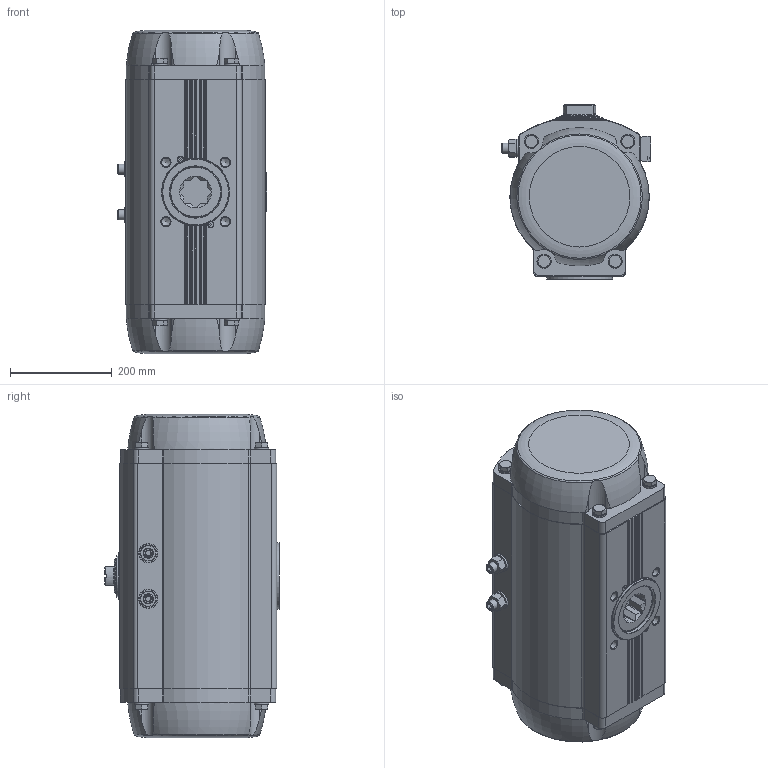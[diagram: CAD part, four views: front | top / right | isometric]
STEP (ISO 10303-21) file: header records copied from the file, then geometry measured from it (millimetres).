
FILE_DESCRIPTION(/* description */ ('STEP AP214'),/* implementation_level */ '2;1');
FILE_NAME(/* name */ '8102916_DFPD-N-2300-RP-90-RS60-F16-R3-C',/* time_stamp */ '2024-08-15T19:51:04+02:00',/* author */ ('License CC BY-ND 4.0'),/* organization */ ('CADENAS'),/* preprocessor_version */ 'ST-DEVELOPER v19.3',/* originating_system */ 'PARTsolutions',/* authorisation */ ' ');
FILE_SCHEMA (('AUTOMOTIVE_DESIGN {1 0 10303 214 3 1 1}'));
Length unit declared in the file: millimetre
Products named in the file (7): 8102916 DFPD-N-2300-RP-90-RS60-F16-R3-C---(0); 8042196 DFPD-N-2300-90-RS-F16-C-----(housing); 8042196 DFPD-2300(F12_0)---(shaft); 4787202 SCHEIBE 20.15X36X5-1.4301; DIN 934 - M20(F); 8088529 DFPD-2300-C--(adj); 8101070 DFPD-CTR-F16--(ctr)
Assembly tree (9 placements, depth 2):
  8102916 DFPD-N-2300-RP-90-RS60-F16-R3-C---(0)
    8042196 DFPD-N-2300-90-RS-F16-C-----(housing)
    8042196 DFPD-2300(F12_0)---(shaft)
    4787202 SCHEIBE 20.15X36X5-1.4301  x2
    DIN 934 - M20(F)  x2
    8088529 DFPD-2300-C--(adj)  x2
    8101070 DFPD-CTR-F16--(ctr)
Bounding box: 293.63 x 343.7 x 636 mm (x, y, z)
Volume: 42420963.4 mm3; surface area: 1048190.1 mm2
Topology: 9 solids, 9 shells, 714 faces, 1758 edges, 1124 vertices
Faces by surface type: plane 339, cylinder 188, cone 136, torus 49, sphere 2
Full cylindrical faces by diameter (mm): 3 x2, 4.134 x8, 4.917 x1, 8.376 x2, 8.5 x2, 10 x2, 10.57 x2, 17.294 x8, 20 x2, 20.15 x2, 28 x8, 30 x2, 36 x2, 38 x2, 64.5 x1, 67 x1, 70 x1, 71.2 x1, 71.5 x1, 72 x1, 86 x1, 90 x1, 94 x1, 98.2 x2, 99.8 x1, 100.1 x1, 102 x1, 103.1 x1, 130 x1, 133 x2
Entity records: 19977 total; most frequent: CARTESIAN_POINT 4402, DIRECTION 3183, ORIENTED_EDGE 2994, EDGE_CURVE 1497, AXIS2_PLACEMENT_3D 1247, VERTEX_POINT 1056, FACE_BOUND 925, EDGE_LOOP 910
